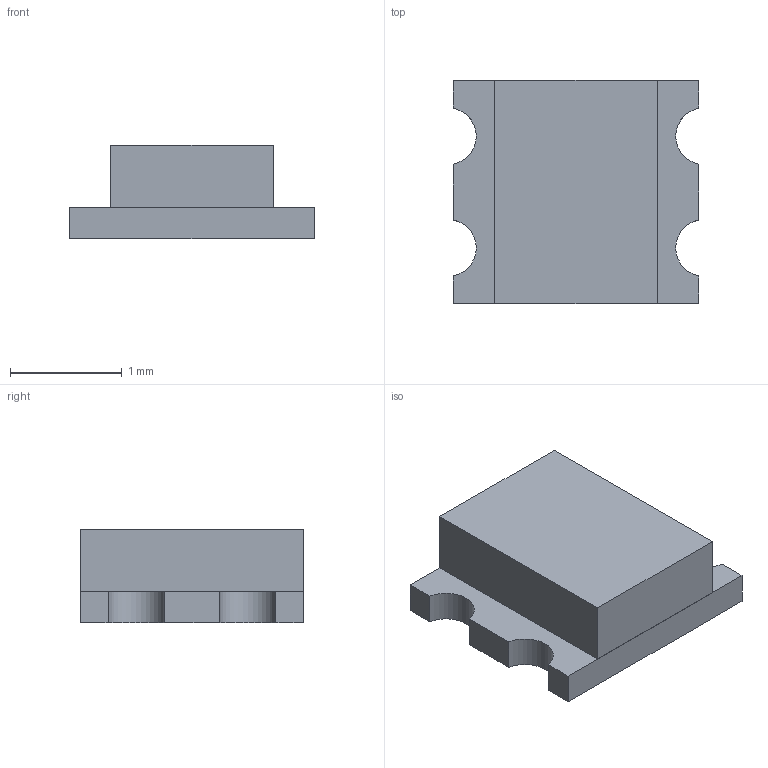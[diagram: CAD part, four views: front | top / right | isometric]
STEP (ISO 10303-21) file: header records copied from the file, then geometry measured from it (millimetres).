
FILE_DESCRIPTION(/* description */ ('','CAx-IF Rec.Pracs.---Representation and Presentation of Product Manufacturing Information (PMI)---4.0---2014-10-13'),/* implementation_level */ '2;1');
FILE_NAME(/* name */ 'WS2812-2020.step',/* time_stamp */ '2025-02-24T21:58:57-05:00',/* author */ (''),/* organization */ (''),/* preprocessor_version */ 'ST-DEVELOPER v20',/* originating_system */ 'Autodesk Translation Framework v13.20.0.188',/* authorisation */ '');
FILE_SCHEMA (('AP242_MANAGED_MODEL_BASED_3D_ENGINEERING_MIM_LF { 1 0 10303 442 1 1 4 }'));
Length unit declared in the file: millimetre
Products named in the file (2): WS2812-2020; Part6
Assembly tree (1 placements, depth 2):
  WS2812-2020
    Part6
Bounding box: 2.2 x 2 x 0.84 mm (x, y, z)
Volume: 2.8 mm3; surface area: 20.4 mm2
Topology: 2 solids, 2 shells, 26 faces, 82 edges, 60 vertices
Faces by surface type: plane 22, cylinder 4
Entity records: 1129 total; most frequent: CARTESIAN_POINT 206, ORIENTED_EDGE 190, DIRECTION 169, EDGE_CURVE 95, LINE 77, VECTOR 77, VERTEX_POINT 73, AXIS2_PLACEMENT_3D 46
